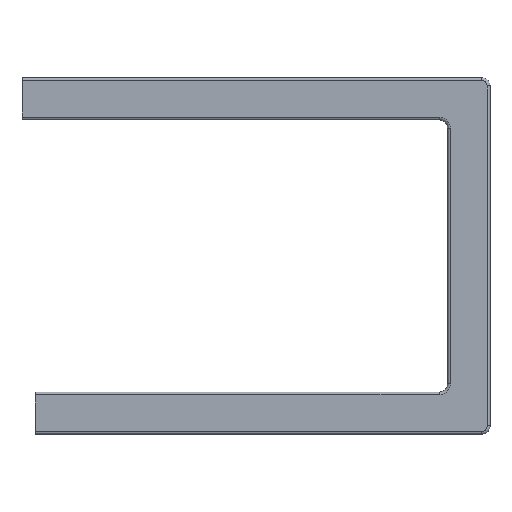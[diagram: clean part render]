
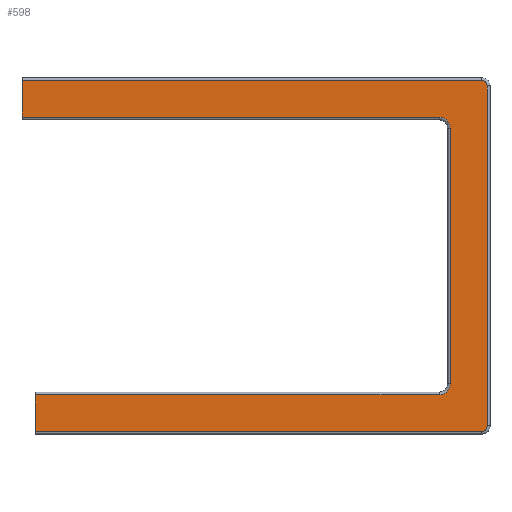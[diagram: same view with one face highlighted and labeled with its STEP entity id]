
A CAD part, top view. The second image highlights one B-rep face of the part: STEP entity #598.
In plain terms, the highlighted planar face has unit normal (0, 0, 1).
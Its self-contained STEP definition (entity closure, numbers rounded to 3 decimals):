
#19=PLANE('',#666);
#64=FACE_OUTER_BOUND('',#100,.T.);
#100=EDGE_LOOP('',(#457,#458,#459,#460,#461,#462,#463,#464,#465,#466,#467,
#468));
#136=LINE('',#940,#190);
#137=LINE('',#951,#191);
#139=LINE('',#963,#193);
#141=LINE('',#967,#195);
#142=LINE('',#969,#196);
#143=LINE('',#973,#197);
#144=LINE('',#977,#198);
#145=LINE('',#978,#199);
#190=VECTOR('',#752,10.);
#191=VECTOR('',#765,10.);
#193=VECTOR('',#779,10.);
#195=VECTOR('',#783,10.);
#196=VECTOR('',#784,10.);
#197=VECTOR('',#787,10.);
#198=VECTOR('',#790,10.);
#199=VECTOR('',#791,10.);
#246=CIRCLE('',#656,2.);
#250=CIRCLE('',#662,2.);
#253=CIRCLE('',#667,4.);
#254=CIRCLE('',#668,4.);
#279=VERTEX_POINT('',#933);
#282=VERTEX_POINT('',#938);
#284=VERTEX_POINT('',#943);
#286=VERTEX_POINT('',#949);
#288=VERTEX_POINT('',#955);
#290=VERTEX_POINT('',#961);
#291=VERTEX_POINT('',#966);
#292=VERTEX_POINT('',#968);
#293=VERTEX_POINT('',#970);
#294=VERTEX_POINT('',#972);
#295=VERTEX_POINT('',#974);
#296=VERTEX_POINT('',#976);
#342=EDGE_CURVE('',#282,#279,#136,.T.);
#344=EDGE_CURVE('',#284,#282,#246,.T.);
#347=EDGE_CURVE('',#286,#284,#137,.T.);
#350=EDGE_CURVE('',#288,#286,#250,.T.);
#353=EDGE_CURVE('',#290,#288,#139,.T.);
#355=EDGE_CURVE('',#290,#291,#141,.T.);
#356=EDGE_CURVE('',#292,#291,#142,.T.);
#357=EDGE_CURVE('',#293,#292,#253,.T.);
#358=EDGE_CURVE('',#294,#293,#143,.T.);
#359=EDGE_CURVE('',#295,#294,#254,.T.);
#360=EDGE_CURVE('',#296,#295,#144,.T.);
#361=EDGE_CURVE('',#296,#279,#145,.T.);
#457=ORIENTED_EDGE('',*,*,#342,.F.);
#458=ORIENTED_EDGE('',*,*,#344,.F.);
#459=ORIENTED_EDGE('',*,*,#347,.F.);
#460=ORIENTED_EDGE('',*,*,#350,.F.);
#461=ORIENTED_EDGE('',*,*,#353,.F.);
#462=ORIENTED_EDGE('',*,*,#355,.T.);
#463=ORIENTED_EDGE('',*,*,#356,.F.);
#464=ORIENTED_EDGE('',*,*,#357,.F.);
#465=ORIENTED_EDGE('',*,*,#358,.F.);
#466=ORIENTED_EDGE('',*,*,#359,.F.);
#467=ORIENTED_EDGE('',*,*,#360,.F.);
#468=ORIENTED_EDGE('',*,*,#361,.T.);
#598=ADVANCED_FACE('',(#64),#19,.T.);
#656=AXIS2_PLACEMENT_3D('',#945,#757,#758);
#662=AXIS2_PLACEMENT_3D('',#957,#771,#772);
#666=AXIS2_PLACEMENT_3D('',#965,#781,#782);
#667=AXIS2_PLACEMENT_3D('',#971,#785,#786);
#668=AXIS2_PLACEMENT_3D('',#975,#788,#789);
#752=DIRECTION('',(-1.,0.,0.));
#757=DIRECTION('center_axis',(0.,0.,-1.));
#758=DIRECTION('ref_axis',(0.707,-0.707,0.));
#765=DIRECTION('',(0.,-1.,0.));
#771=DIRECTION('center_axis',(0.,0.,-1.));
#772=DIRECTION('ref_axis',(0.707,0.707,0.));
#779=DIRECTION('',(1.,0.,0.));
#781=DIRECTION('center_axis',(0.,0.,1.));
#782=DIRECTION('ref_axis',(1.,0.,0.));
#783=DIRECTION('',(0.,-1.,0.));
#784=DIRECTION('',(-1.,0.,0.));
#785=DIRECTION('center_axis',(0.,0.,1.));
#786=DIRECTION('ref_axis',(0.707,0.707,0.));
#787=DIRECTION('',(0.,1.,0.));
#788=DIRECTION('center_axis',(0.,0.,1.));
#789=DIRECTION('ref_axis',(0.707,-0.707,0.));
#790=DIRECTION('',(1.,0.,0.));
#791=DIRECTION('',(0.,-1.,0.));
#933=CARTESIAN_POINT('',(233.388,-109.725,9.));
#938=CARTESIAN_POINT('',(391.094,-109.725,9.));
#940=CARTESIAN_POINT('',(272.373,-109.725,9.));
#943=CARTESIAN_POINT('',(393.094,-107.725,9.));
#945=CARTESIAN_POINT('Origin',(391.094,-107.725,9.));
#949=CARTESIAN_POINT('',(393.094,12.475,9.));
#951=CARTESIAN_POINT('',(393.094,-77.675,9.));
#955=CARTESIAN_POINT('',(391.094,14.475,9.));
#957=CARTESIAN_POINT('Origin',(391.094,12.475,9.));
#961=CARTESIAN_POINT('',(228.625,14.475,9.));
#963=CARTESIAN_POINT('',(351.227,14.475,9.));
#965=CARTESIAN_POINT('Origin',(311.359,-47.625,9.));
#966=CARTESIAN_POINT('',(228.625,1.475,9.));
#967=CARTESIAN_POINT('',(228.625,15.475,9.));
#968=CARTESIAN_POINT('',(376.094,1.475,9.));
#969=CARTESIAN_POINT('',(269.992,1.475,9.));
#970=CARTESIAN_POINT('',(380.094,-2.525,9.));
#971=CARTESIAN_POINT('Origin',(376.094,-2.525,9.));
#972=CARTESIAN_POINT('',(380.094,-92.725,9.));
#973=CARTESIAN_POINT('',(380.094,-25.075,9.));
#974=CARTESIAN_POINT('',(376.094,-96.725,9.));
#975=CARTESIAN_POINT('Origin',(376.094,-92.725,9.));
#976=CARTESIAN_POINT('',(233.388,-96.725,9.));
#977=CARTESIAN_POINT('',(343.727,-96.725,9.));
#978=CARTESIAN_POINT('',(233.388,-57.125,9.));
